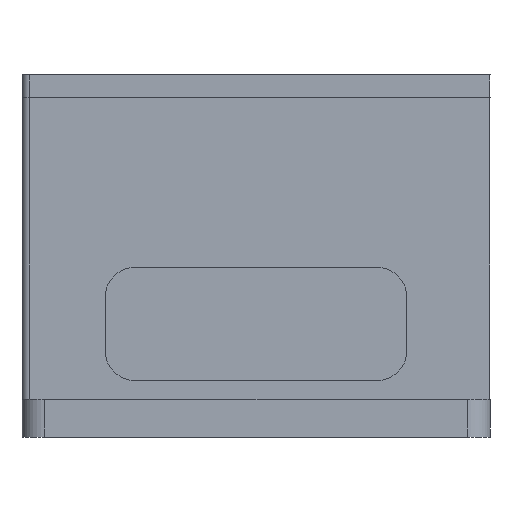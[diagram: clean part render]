
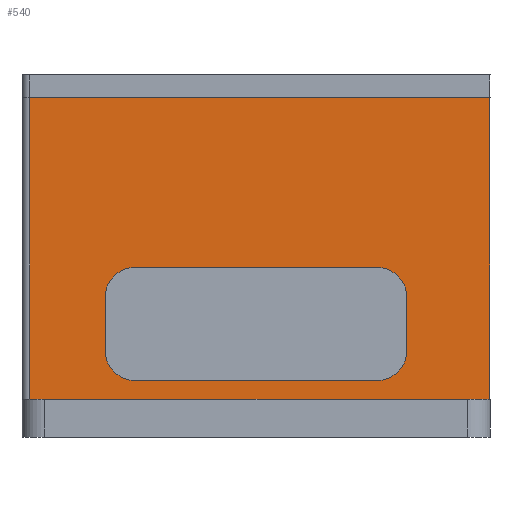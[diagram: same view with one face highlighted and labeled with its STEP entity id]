
A CAD part, left-side view. The second image highlights one B-rep face of the part: STEP entity #540.
In plain terms, the highlighted planar face has unit normal (-1, 0, 0).
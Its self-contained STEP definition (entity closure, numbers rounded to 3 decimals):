
#131 = EDGE_CURVE('',#132,#134,#136,.T.);
#132 = VERTEX_POINT('',#133);
#133 = CARTESIAN_POINT('',(-47.5,16.,22.5));
#134 = VERTEX_POINT('',#135);
#135 = CARTESIAN_POINT('',(-47.5,-16.,22.5));
#136 = LINE('',#137,#138);
#137 = CARTESIAN_POINT('',(-47.5,20.,22.5));
#138 = VECTOR('',#139,1.);
#139 = DIRECTION('',(0.,-1.,0.));
#162 = EDGE_CURVE('',#134,#163,#165,.T.);
#163 = VERTEX_POINT('',#164);
#164 = CARTESIAN_POINT('',(-47.5,-20.,18.5));
#165 = CIRCLE('',#166,4.);
#166 = AXIS2_PLACEMENT_3D('',#167,#168,#169);
#167 = CARTESIAN_POINT('',(-47.5,-16.,18.5));
#168 = DIRECTION('',(1.,0.,0.));
#169 = DIRECTION('',(-0.,0.,1.));
#187 = EDGE_CURVE('',#132,#188,#190,.T.);
#188 = VERTEX_POINT('',#189);
#189 = CARTESIAN_POINT('',(-47.5,20.,18.5));
#190 = CIRCLE('',#191,4.);
#191 = AXIS2_PLACEMENT_3D('',#192,#193,#194);
#192 = CARTESIAN_POINT('',(-47.5,16.,18.5));
#193 = DIRECTION('',(-1.,0.,-0.));
#194 = DIRECTION('',(-0.,0.,1.));
#212 = EDGE_CURVE('',#163,#213,#215,.T.);
#213 = VERTEX_POINT('',#214);
#214 = CARTESIAN_POINT('',(-47.5,-20.,11.5));
#215 = LINE('',#216,#217);
#216 = CARTESIAN_POINT('',(-47.5,-20.,22.5));
#217 = VECTOR('',#218,1.);
#218 = DIRECTION('',(0.,0.,-1.));
#236 = EDGE_CURVE('',#237,#188,#239,.T.);
#237 = VERTEX_POINT('',#238);
#238 = CARTESIAN_POINT('',(-47.5,20.,11.5));
#239 = LINE('',#240,#241);
#240 = CARTESIAN_POINT('',(-47.5,20.,7.5));
#241 = VECTOR('',#242,1.);
#242 = DIRECTION('',(0.,0.,1.));
#260 = EDGE_CURVE('',#213,#261,#263,.T.);
#261 = VERTEX_POINT('',#262);
#262 = CARTESIAN_POINT('',(-47.5,-16.,7.5));
#263 = CIRCLE('',#264,4.);
#264 = AXIS2_PLACEMENT_3D('',#265,#266,#267);
#265 = CARTESIAN_POINT('',(-47.5,-16.,11.5));
#266 = DIRECTION('',(1.,0.,0.));
#267 = DIRECTION('',(-0.,0.,1.));
#285 = EDGE_CURVE('',#286,#237,#288,.T.);
#286 = VERTEX_POINT('',#287);
#287 = CARTESIAN_POINT('',(-47.5,16.,7.5));
#288 = CIRCLE('',#289,4.);
#289 = AXIS2_PLACEMENT_3D('',#290,#291,#292);
#290 = CARTESIAN_POINT('',(-47.5,16.,11.5));
#291 = DIRECTION('',(1.,0.,0.));
#292 = DIRECTION('',(-0.,0.,1.));
#310 = EDGE_CURVE('',#261,#286,#311,.T.);
#311 = LINE('',#312,#313);
#312 = CARTESIAN_POINT('',(-47.5,-20.,7.5));
#313 = VECTOR('',#314,1.);
#314 = DIRECTION('',(0.,1.,0.));
#515 = VERTEX_POINT('',#516);
#516 = CARTESIAN_POINT('',(-47.5,-31.,45.));
#522 = EDGE_CURVE('',#523,#515,#525,.T.);
#523 = VERTEX_POINT('',#524);
#524 = CARTESIAN_POINT('',(-47.5,-31.,5.));
#525 = LINE('',#526,#527);
#526 = CARTESIAN_POINT('',(-47.5,-31.,5.));
#527 = VECTOR('',#528,1.);
#528 = DIRECTION('',(0.,0.,1.));
#540 = ADVANCED_FACE('',(#541,#551),#576,.T.);
#541 = FACE_BOUND('',#542,.T.);
#542 = EDGE_LOOP('',(#543,#544,#545,#546,#547,#548,#549,#550));
#543 = ORIENTED_EDGE('',*,*,#310,.T.);
#544 = ORIENTED_EDGE('',*,*,#285,.T.);
#545 = ORIENTED_EDGE('',*,*,#236,.T.);
#546 = ORIENTED_EDGE('',*,*,#187,.F.);
#547 = ORIENTED_EDGE('',*,*,#131,.T.);
#548 = ORIENTED_EDGE('',*,*,#162,.T.);
#549 = ORIENTED_EDGE('',*,*,#212,.T.);
#550 = ORIENTED_EDGE('',*,*,#260,.T.);
#551 = FACE_BOUND('',#552,.T.);
#552 = EDGE_LOOP('',(#553,#561,#562,#570));
#553 = ORIENTED_EDGE('',*,*,#554,.F.);
#554 = EDGE_CURVE('',#523,#555,#557,.T.);
#555 = VERTEX_POINT('',#556);
#556 = CARTESIAN_POINT('',(-47.5,30.,5.));
#557 = LINE('',#558,#559);
#558 = CARTESIAN_POINT('',(-47.5,-31.,5.));
#559 = VECTOR('',#560,1.);
#560 = DIRECTION('',(0.,1.,0.));
#561 = ORIENTED_EDGE('',*,*,#522,.T.);
#562 = ORIENTED_EDGE('',*,*,#563,.T.);
#563 = EDGE_CURVE('',#515,#564,#566,.T.);
#564 = VERTEX_POINT('',#565);
#565 = CARTESIAN_POINT('',(-47.5,30.,45.));
#566 = LINE('',#567,#568);
#567 = CARTESIAN_POINT('',(-47.5,-31.,45.));
#568 = VECTOR('',#569,1.);
#569 = DIRECTION('',(0.,1.,0.));
#570 = ORIENTED_EDGE('',*,*,#571,.F.);
#571 = EDGE_CURVE('',#555,#564,#572,.T.);
#572 = LINE('',#573,#574);
#573 = CARTESIAN_POINT('',(-47.5,30.,5.));
#574 = VECTOR('',#575,1.);
#575 = DIRECTION('',(0.,0.,1.));
#576 = PLANE('',#577);
#577 = AXIS2_PLACEMENT_3D('',#578,#579,#580);
#578 = CARTESIAN_POINT('',(-47.5,-31.,5.));
#579 = DIRECTION('',(-1.,0.,0.));
#580 = DIRECTION('',(0.,1.,0.));
